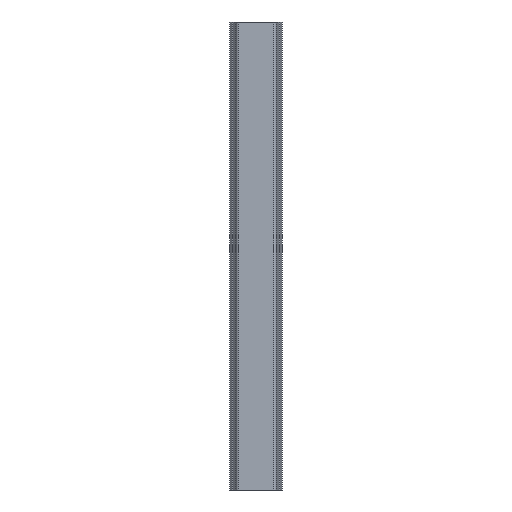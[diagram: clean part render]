
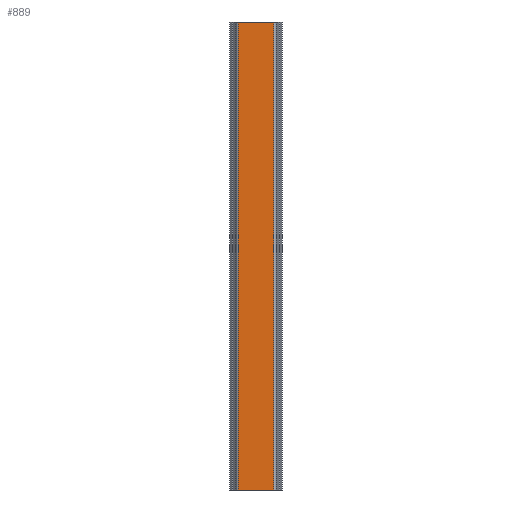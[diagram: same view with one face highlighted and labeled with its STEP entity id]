
A CAD part, left-side view. The second image highlights one B-rep face of the part: STEP entity #889.
In plain terms, the highlighted planar face has unit normal (-1, 0, 0).
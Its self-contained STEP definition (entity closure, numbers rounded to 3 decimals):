
#51=FACE_OUTER_BOUND('',#97,.T.);
#97=EDGE_LOOP('',(#695,#696,#697,#698));
#168=LINE('',#1318,#268);
#214=LINE('',#1441,#314);
#215=LINE('',#1444,#315);
#216=LINE('',#1445,#316);
#268=VECTOR('',#1047,10.);
#314=VECTOR('',#1163,10.);
#315=VECTOR('',#1166,10.);
#316=VECTOR('',#1167,10.);
#375=VERTEX_POINT('',#1315);
#376=VERTEX_POINT('',#1317);
#418=VERTEX_POINT('',#1439);
#419=VERTEX_POINT('',#1443);
#463=EDGE_CURVE('',#375,#376,#168,.T.);
#525=EDGE_CURVE('',#418,#375,#214,.T.);
#526=EDGE_CURVE('',#419,#418,#215,.T.);
#527=EDGE_CURVE('',#419,#376,#216,.T.);
#695=ORIENTED_EDGE('',*,*,#525,.F.);
#696=ORIENTED_EDGE('',*,*,#526,.F.);
#697=ORIENTED_EDGE('',*,*,#527,.T.);
#698=ORIENTED_EDGE('',*,*,#463,.F.);
#852=PLANE('',#981);
#889=ADVANCED_FACE('',(#51),#852,.T.);
#981=AXIS2_PLACEMENT_3D('',#1442,#1164,#1165);
#1047=DIRECTION('',(0.,1.,0.));
#1163=DIRECTION('',(0.,0.,-1.));
#1164=DIRECTION('center_axis',(-1.,0.,0.));
#1165=DIRECTION('ref_axis',(0.,-1.,0.));
#1166=DIRECTION('',(0.,-1.,0.));
#1167=DIRECTION('',(0.,0.,-1.));
#1315=CARTESIAN_POINT('',(-0.8,-3.779,-50.));
#1317=CARTESIAN_POINT('',(-0.8,3.779,-50.));
#1318=CARTESIAN_POINT('',(-0.8,-3.779,-50.));
#1439=CARTESIAN_POINT('',(-0.8,-3.779,50.));
#1441=CARTESIAN_POINT('',(-0.8,-3.779,0.));
#1442=CARTESIAN_POINT('Origin',(-0.8,3.779,0.));
#1443=CARTESIAN_POINT('',(-0.8,3.779,50.));
#1444=CARTESIAN_POINT('',(-0.8,-3.779,50.));
#1445=CARTESIAN_POINT('',(-0.8,3.779,0.));
